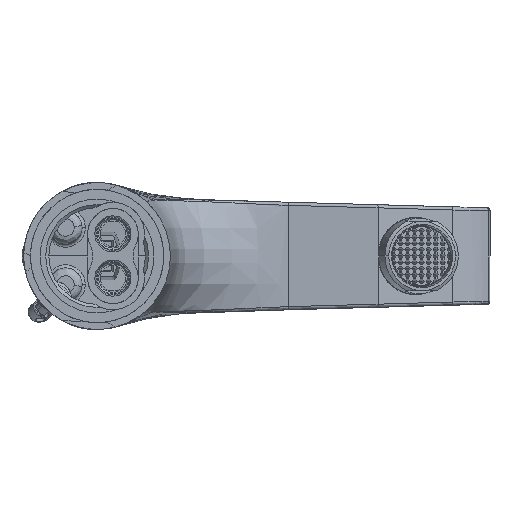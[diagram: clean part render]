
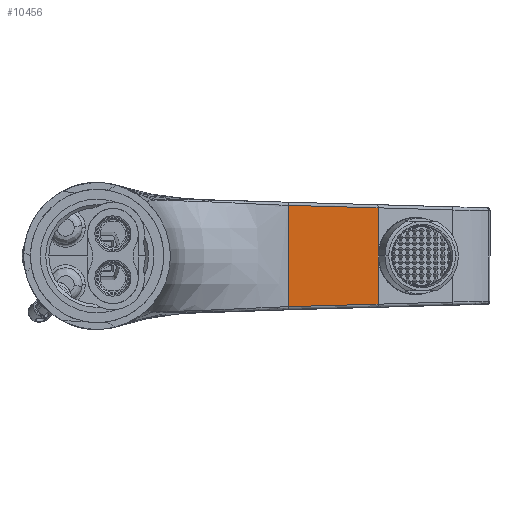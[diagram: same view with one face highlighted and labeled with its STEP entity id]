
A CAD part, front view. The second image highlights one B-rep face of the part: STEP entity #10456.
In plain terms, the highlighted free-form (B-spline) face has degree [3, 3] with [4, 4] control points.
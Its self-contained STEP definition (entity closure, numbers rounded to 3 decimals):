
#1835 = ORIENTED_EDGE ( 'NONE', *, *, #151069, .T. ) ;
#3961 = CARTESIAN_POINT ( 'NONE',  ( 88.856, 82.3, -10.15 ) ) ;
#6148 = CARTESIAN_POINT ( 'NONE',  ( 60.409, 82.3, -0.277 ) ) ;
#7455 = CARTESIAN_POINT ( 'NONE',  ( 79.317, 82.3, 15.701 ) ) ;
#10456 = ADVANCED_FACE ( 'NONE', ( #36319 ), #167143, .T. ) ;
#11113 = CARTESIAN_POINT ( 'NONE',  ( 60.438, 82.3, -16.017 ) ) ;
#18307 = EDGE_CURVE ( 'NONE', #147347, #155525, #120076, .T. ) ;
#21050 = CARTESIAN_POINT ( 'NONE',  ( 60.42, 82.3, 12.263 ) ) ;
#23239 = CARTESIAN_POINT ( 'NONE',  ( 69.777, 82.3, -5.319 ) ) ;
#32863 = CARTESIAN_POINT ( 'NONE',  ( 88.856, 82.3, 15.225 ) ) ;
#35063 = CARTESIAN_POINT ( 'NONE',  ( 60.411, 82.3, 9.13 ) ) ;
#36319 = FACE_OUTER_BOUND ( 'NONE', #128911, .T. ) ;
#37253 = CARTESIAN_POINT ( 'NONE',  ( 69.777, 82.3, 15.958 ) ) ;
#37365 = CARTESIAN_POINT ( 'NONE',  ( 88.856, 82.3, 15.225 ) ) ;
#46523 = CARTESIAN_POINT ( 'NONE',  ( 60.435, 82.3, 16.017 ) ) ;
#46858 = CARTESIAN_POINT ( 'NONE',  ( 88.856, 82.3, 5.075 ) ) ;
#49064 = CARTESIAN_POINT ( 'NONE',  ( 60.413, 82.3, -2.313 ) ) ;
#49441 = CARTESIAN_POINT ( 'NONE',  ( 79.317, 82.3, -5.234 ) ) ;
#51291 = CARTESIAN_POINT ( 'NONE',  ( 88.856, 82.3, 15.225 ) ) ;
#53138 = CARTESIAN_POINT ( 'NONE',  ( 79.383, 82.3, 15.489 ) ) ;
#60860 = CARTESIAN_POINT ( 'NONE',  ( 88.856, 82.3, -5.075 ) ) ;
#63968 = CARTESIAN_POINT ( 'NONE',  ( 60.411, 82.3, 6.066 ) ) ;
#71614 = EDGE_CURVE ( 'NONE', #143140, #147347, #147639, .T. ) ;
#74433 = B_SPLINE_CURVE_WITH_KNOTS ( 'NONE', 3,
 ( #77033, #105027, #21050, #35063, #63968, #133907, #77949, #6148, #176816, #49064, #149740, #105942, #91944, #134831, #120843, #177733 ),
 .UNSPECIFIED., .F., .F.,
 ( 4, 1, 1, 1, 1, 1, 1, 1, 1, 1, 1, 1, 1, 4 ),
 ( 0.029, 0.138, 0.246, 0.3, 0.402, 0.491, 0.499, 0.506, 0.547, 0.618, 0.68, 0.792, 0.922, 0.952 ),
 .UNSPECIFIED. ) ;
#77033 = CARTESIAN_POINT ( 'NONE',  ( 60.435, 82.3, 16.017 ) ) ;
#77949 = CARTESIAN_POINT ( 'NONE',  ( 60.409, 82.3, 0.93 ) ) ;
#79205 = CARTESIAN_POINT ( 'NONE',  ( 60.238, 82.3, -5.405 ) ) ;
#87870 = ORIENTED_EDGE ( 'NONE', *, *, #71614, .T. ) ;
#91944 = CARTESIAN_POINT ( 'NONE',  ( 60.43, 82.3, -10.662 ) ) ;
#93209 = CARTESIAN_POINT ( 'NONE',  ( 60.238, 82.3, -16.214 ) ) ;
#94138 = CARTESIAN_POINT ( 'NONE',  ( 79.317, 82.3, -15.701 ) ) ;
#97403 = CARTESIAN_POINT ( 'NONE',  ( 60.438, 82.3, -16.017 ) ) ;
#103744 = CARTESIAN_POINT ( 'NONE',  ( 88.856, 82.3, 10.15 ) ) ;
#105027 = CARTESIAN_POINT ( 'NONE',  ( 60.43, 82.3, 14.766 ) ) ;
#105942 = CARTESIAN_POINT ( 'NONE',  ( 60.423, 82.3, -7.147 ) ) ;
#106314 = CARTESIAN_POINT ( 'NONE',  ( 88.856, 82.3, 5.148 ) ) ;
#110005 = CARTESIAN_POINT ( 'NONE',  ( 69.909, 82.3, 15.751 ) ) ;
#117709 = CARTESIAN_POINT ( 'NONE',  ( 88.856, 82.3, 0. ) ) ;
#117869 = B_SPLINE_CURVE_WITH_KNOTS ( 'NONE', 3,
 ( #97403, #154255, #126290, #183194 ),
 .UNSPECIFIED., .F., .F.,
 ( 4, 4 ),
 ( 0., 0.028 ),
 .UNSPECIFIED. ) ;
#120076 = B_SPLINE_CURVE_WITH_KNOTS ( 'NONE', 3,
 ( #51291, #53138, #110005, #124900 ),
 .UNSPECIFIED., .F., .F.,
 ( 4, 4 ),
 ( 0., 0.028 ),
 .UNSPECIFIED. ) ;
#120843 = CARTESIAN_POINT ( 'NONE',  ( 60.437, 82.3, -15.668 ) ) ;
#122078 = CARTESIAN_POINT ( 'NONE',  ( 60.238, 82.3, 5.405 ) ) ;
#124900 = CARTESIAN_POINT ( 'NONE',  ( 60.435, 82.3, 16.017 ) ) ;
#126290 = CARTESIAN_POINT ( 'NONE',  ( 79.384, 82.3, -15.489 ) ) ;
#128911 = EDGE_LOOP ( 'NONE', ( #179247, #1835, #87870, #146156 ) ) ;
#131716 = CARTESIAN_POINT ( 'NONE',  ( 88.856, 82.3, -15.225 ) ) ;
#133907 = CARTESIAN_POINT ( 'NONE',  ( 60.41, 82.3, 3.23 ) ) ;
#134095 = CARTESIAN_POINT ( 'NONE',  ( 88.856, 82.3, -15.225 ) ) ;
#134831 = CARTESIAN_POINT ( 'NONE',  ( 60.435, 82.3, -13.815 ) ) ;
#136987 = CARTESIAN_POINT ( 'NONE',  ( 69.777, 82.3, 5.319 ) ) ;
#139260 = VERTEX_POINT ( 'NONE', #11113 ) ;
#143140 = VERTEX_POINT ( 'NONE', #134095 ) ;
#146156 = ORIENTED_EDGE ( 'NONE', *, *, #18307, .T. ) ;
#147347 = VERTEX_POINT ( 'NONE', #37365 ) ;
#147639 = B_SPLINE_CURVE_WITH_KNOTS ( 'NONE', 3,
 ( #131716, #3961, #60860, #117709, #46858, #103744, #32863 ),
 .UNSPECIFIED., .F., .F.,
 ( 4, 3, 4 ),
 ( 0.001, 0.016, 0.031 ),
 .UNSPECIFIED. ) ;
#149189 = CARTESIAN_POINT ( 'NONE',  ( 88.856, 82.3, 15.444 ) ) ;
#149740 = CARTESIAN_POINT ( 'NONE',  ( 60.417, 82.3, -4.317 ) ) ;
#151069 = EDGE_CURVE ( 'NONE', #139260, #143140, #117869, .T. ) ;
#154255 = CARTESIAN_POINT ( 'NONE',  ( 69.911, 82.3, -15.751 ) ) ;
#155525 = VERTEX_POINT ( 'NONE', #46523 ) ;
#162269 = CARTESIAN_POINT ( 'NONE',  ( 88.856, 82.3, -5.148 ) ) ;
#164985 = CARTESIAN_POINT ( 'NONE',  ( 69.777, 82.3, -15.957 ) ) ;
#166490 = EDGE_CURVE ( 'NONE', #155525, #139260, #74433, .T. ) ;
#167143 = B_SPLINE_SURFACE_WITH_KNOTS ( 'NONE', 3, 3, ( 
 ( #93209, #79205, #122078, #178976 ),
 ( #164985, #23239, #136987, #37253 ),
 ( #94138, #49441, #176270, #7455 ),
 ( #179966, #162269, #106314, #149189 ) ),
 .UNSPECIFIED., .F., .F., .F.,
 ( 4, 4 ),
 ( 4, 4 ),
 ( -0.004, 0.436 ),
 ( 0.018, 0.982 ),
 .UNSPECIFIED. ) ;
#176270 = CARTESIAN_POINT ( 'NONE',  ( 79.317, 82.3, 5.234 ) ) ;
#176816 = CARTESIAN_POINT ( 'NONE',  ( 60.408, 82.3, -0.934 ) ) ;
#177733 = CARTESIAN_POINT ( 'NONE',  ( 60.438, 82.3, -16.017 ) ) ;
#178976 = CARTESIAN_POINT ( 'NONE',  ( 60.238, 82.3, 16.214 ) ) ;
#179247 = ORIENTED_EDGE ( 'NONE', *, *, #166490, .T. ) ;
#179966 = CARTESIAN_POINT ( 'NONE',  ( 88.856, 82.3, -15.444 ) ) ;
#183194 = CARTESIAN_POINT ( 'NONE',  ( 88.856, 82.3, -15.225 ) ) ;
